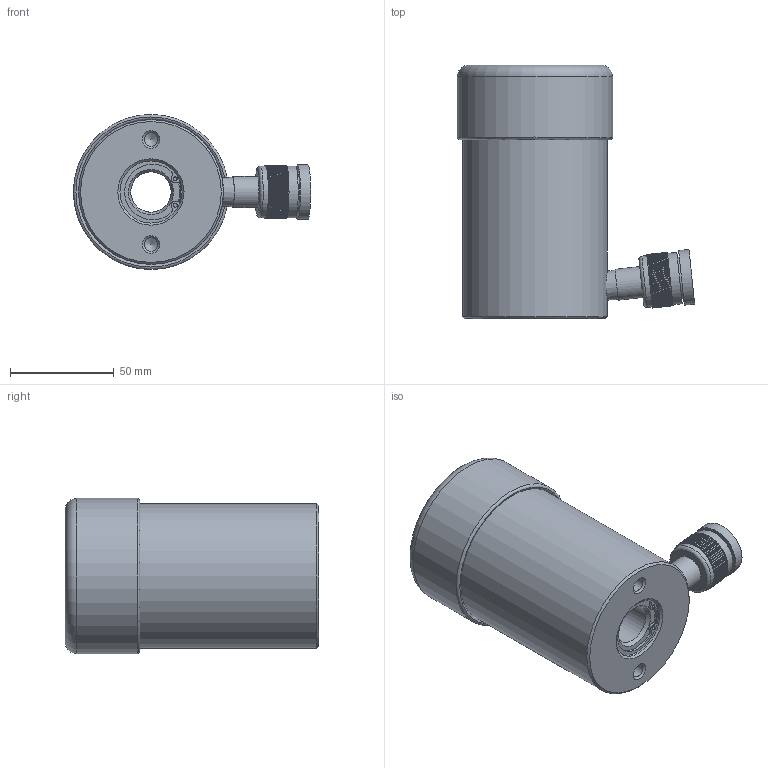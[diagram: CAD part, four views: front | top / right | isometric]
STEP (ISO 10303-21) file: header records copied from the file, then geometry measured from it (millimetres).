
FILE_DESCRIPTION (( 'STEP AP203' ), '1' );
FILE_NAME ('H3202.STEP', '2018-08-07T03:32:00', ( '' ), ( '' ), 'SwSTEP 2.0', 'SolidWorks 2018', '' );
FILE_SCHEMA (( 'CONFIG_CONTROL_DESIGN' ));
Length unit declared in the file: millimetre
Products named in the file (1): H3202
Bounding box: 114.65 x 122.5 x 75 mm (x, y, z)
Volume: 353576.5 mm3; surface area: 129700.6 mm2
Topology: 10 solids, 10 shells, 458 faces, 1140 edges, 743 vertices
Faces by surface type: plane 232, cylinder 160, cone 48, torus 17, bspline 1
Full cylindrical faces by diameter (mm): 2 x2, 3 x1, 3.9 x1, 4 x2, 5 x1, 5.5 x1, 6.528 x2, 6.8 x1, 8 x1, 8.5 x1, 10 x3, 13 x1, 14.5 x1, 15 x2, 19.3 x1, 19.5 x2, 20.2 x1, 20.5 x1, 24.8 x1, 25 x3, 25.2 x2, 25.4 x3, 26 x1, 26.5 x1, 29 x3, 30 x3, 31.4 x1, 33 x1, 34.8 x1, 35 x1
Entity records: 13452 total; most frequent: CARTESIAN_POINT 2798, DIRECTION 2254, ORIENTED_EDGE 1976, EDGE_CURVE 988, AXIS2_PLACEMENT_3D 832, VERTEX_POINT 718, EDGE_LOOP 648, VECTOR 590
